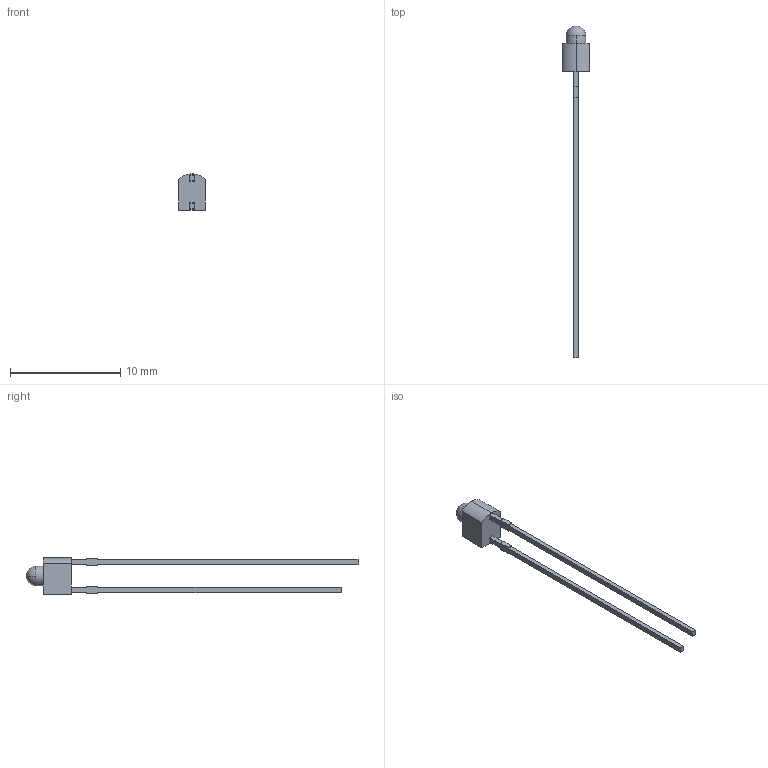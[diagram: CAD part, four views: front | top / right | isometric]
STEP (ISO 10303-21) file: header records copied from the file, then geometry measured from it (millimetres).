
FILE_DESCRIPTION (( 'STEP AP214' ), '1' );
FILE_NAME ('XLxx61D-A.STEP', '2017-01-19T18:00:34', ( '' ), ( '' ), 'SwSTEP 2.0', 'SolidWorks 2012', '' );
FILE_SCHEMA (( 'AUTOMOTIVE_DESIGN' ));
Length unit declared in the file: millimetre
Products named in the file (1): XLxx61D-A
Bounding box: 2.4 x 30.1 x 3.3 mm (x, y, z)
Volume: 32.7 mm3; surface area: 140.5 mm2
Topology: 1 solids, 1 shells, 261 faces, 711 edges, 473 vertices
Faces by surface type: plane 156, bspline 99, cylinder 4, sphere 2
Entity records: 15190 total; most frequent: CARTESIAN_POINT 6799, ORIENTED_EDGE 1418, DIRECTION 849, EDGE_CURVE 709, VECTOR 499, LINE 499, VERTEX_POINT 473, EDGE_LOOP 284
